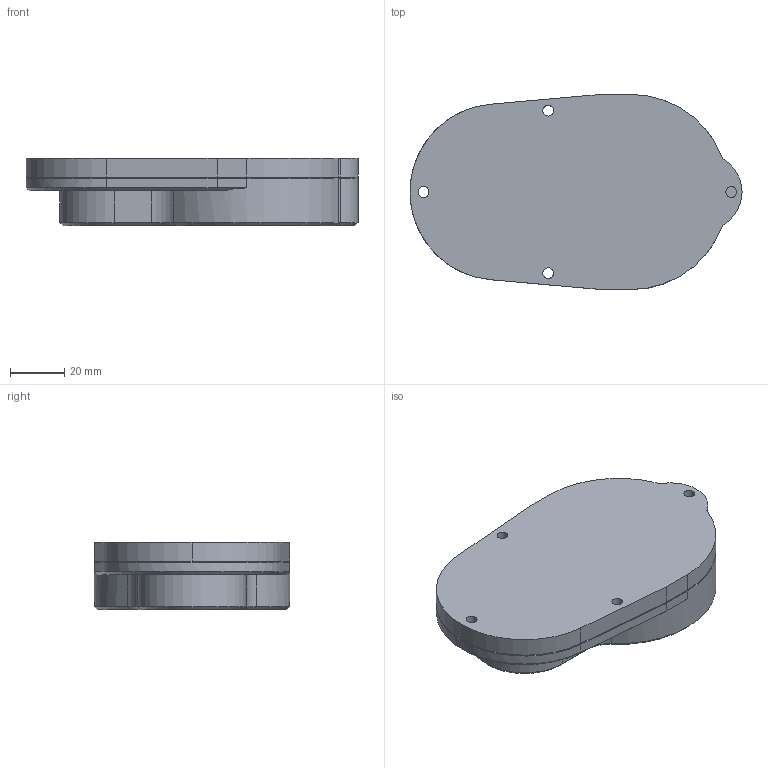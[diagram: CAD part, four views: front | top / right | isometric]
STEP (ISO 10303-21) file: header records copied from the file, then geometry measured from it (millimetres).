
FILE_DESCRIPTION(('HOOPS Exchange Step'),'2;1');
FILE_NAME('temp_export','2021-04-06T17:25:18-04:00',('poastoast'),('Shapr3D Limited'),'HOOPS Exchange 2020.2','Shapr3D','Authorized');
FILE_SCHEMA( ('AP203_CONFIGURATION_CONTROLLED_3D_DESIGN_OF_MECHANICAL_PARTS_AND_ASSEMBLIES_MIM_LF') );
Length unit declared in the file: millimetre
Products named in the file (1): C78A0E33-6AC3-4717-B7C6-75C7FF5742C1.tmp
Bounding box: 122.5 x 72 x 25 mm (x, y, z)
Volume: 84423.2 mm3; surface area: 36193.9 mm2
Topology: 2 solids, 2 shells, 90 faces, 226 edges, 143 vertices
Faces by surface type: plane 33, cylinder 32, cone 25
Full cylindrical faces by diameter (mm): 4 x8, 34 x1, 55 x1, 57 x1
Entity records: 2777 total; most frequent: DIRECTION 513, CARTESIAN_POINT 466, ORIENTED_EDGE 452, EDGE_CURVE 226, AXIS2_PLACEMENT_3D 198, VERTEX_POINT 143, VECTOR 117, LINE 117
